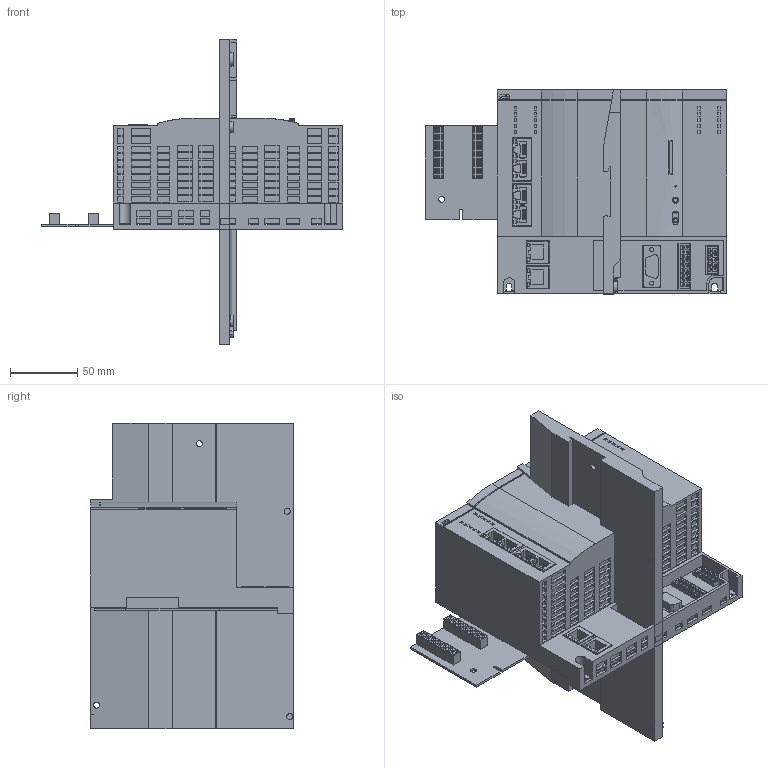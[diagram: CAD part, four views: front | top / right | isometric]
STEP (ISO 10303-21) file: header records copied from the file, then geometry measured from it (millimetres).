
FILE_DESCRIPTION(/* description */ ('STEP AP242','CAx-IF Rec.Pracs.---Representation and Presentation of Product Manufacturing Information (PMI)---4.0---2014-10-13','CAx-IF Rec.Pracs.---3D Tessellated Geometry---0.4---2014-09-14','2;1'),/* implementation_level */ '2;1');
FILE_NAME(/* name */ '67560858aebe490a25a8ca7d',/* time_stamp */ '2024-12-08T20:58:03Z',/* author */ (''),/* organization */ (''),/* preprocessor_version */ 'ST-DEVELOPER v20',/* originating_system */ 'ONSHAPE BY PTC INC, 1.190',/* authorisation */ ' ');
FILE_SCHEMA (('AP242_MANAGED_MODEL_BASED_3D_ENGINEERING_MIM_LF { 1 0 10303 442 1 1 4 }'));
Products named in the file (2): abb_PM595-4ETH-F_AC500,CPU,16MB_16MB,24VDC,2xETHERNET,2xPNIO_2; abb_PM595-4ETH-F_AC500,CPU,16MB_16MB,24VDC,2xETHERNET,2xPNIO_1
Bounding box: 224.52 x 152 x 227.6 mm (x, y, z)
Volume: 1598191.2 mm3; surface area: 283210.7 mm2
Topology: 2 solids, 2 shells, 3260 faces, 8142 edges, 5290 vertices
Faces by surface type: plane 3127, cylinder 131, torus 1, sphere 1
Full cylindrical faces by diameter (mm): 1 x1, 1.6 x12, 2.5 x2, 2.54 x1, 2.8 x4, 3 x2, 3.9 x1, 4.3 x1, 4.5 x6, 4.58 x1, 7.98 x1, 10 x1
Entity records: 94770 total; most frequent: CARTESIAN_POINT 16656, ORIENTED_EDGE 16190, DIRECTION 14892, EDGE_CURVE 8095, LINE 7818, VECTOR 7818, VERTEX_POINT 5279, EDGE_LOOP 3818
